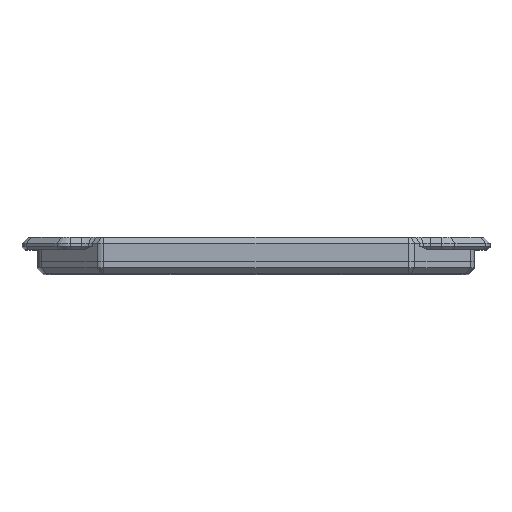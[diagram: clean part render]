
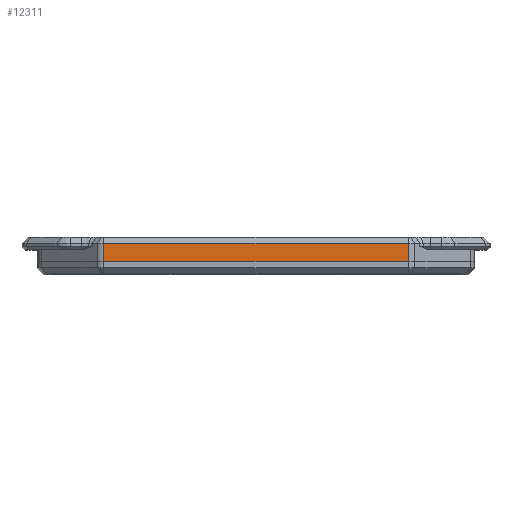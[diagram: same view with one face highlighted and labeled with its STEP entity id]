
A CAD part, top view. The second image highlights one B-rep face of the part: STEP entity #12311.
In plain terms, the highlighted planar face has unit normal (0, 0, 1).
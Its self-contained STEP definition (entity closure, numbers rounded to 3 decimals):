
#895=PLANE('',#13025);
#1338=FACE_OUTER_BOUND('',#2083,.T.);
#2083=EDGE_LOOP('',(#9346,#9347,#9348,#9349));
#2923=LINE('',#21355,#4024);
#2950=LINE('',#21491,#4051);
#2952=LINE('',#21495,#4053);
#2953=LINE('',#21496,#4054);
#4024=VECTOR('',#14375,10.);
#4051=VECTOR('',#14442,10.);
#4053=VECTOR('',#14446,10.);
#4054=VECTOR('',#14447,10.);
#5565=VERTEX_POINT('',#21350);
#5566=VERTEX_POINT('',#21354);
#5572=VERTEX_POINT('',#21488);
#5574=VERTEX_POINT('',#21494);
#6916=EDGE_CURVE('',#5565,#5566,#2923,.T.);
#6947=EDGE_CURVE('',#5572,#5565,#2950,.T.);
#6949=EDGE_CURVE('',#5574,#5572,#2952,.T.);
#6950=EDGE_CURVE('',#5566,#5574,#2953,.T.);
#9346=ORIENTED_EDGE('',*,*,#6949,.F.);
#9347=ORIENTED_EDGE('',*,*,#6950,.F.);
#9348=ORIENTED_EDGE('',*,*,#6916,.F.);
#9349=ORIENTED_EDGE('',*,*,#6947,.F.);
#12311=ADVANCED_FACE('',(#1338),#895,.T.);
#13025=AXIS2_PLACEMENT_3D('',#21493,#14444,#14445);
#14375=DIRECTION('',(1.,0.,0.));
#14442=DIRECTION('',(0.,1.,0.));
#14444=DIRECTION('center_axis',(0.,0.,1.));
#14445=DIRECTION('ref_axis',(1.,0.,0.));
#14446=DIRECTION('',(-1.,0.,0.));
#14447=DIRECTION('',(0.,-1.,0.));
#21350=CARTESIAN_POINT('',(137.749,-155.03,99.35));
#21354=CARTESIAN_POINT('',(157.685,-155.03,99.35));
#21355=CARTESIAN_POINT('',(154.832,-155.03,99.35));
#21488=CARTESIAN_POINT('',(137.749,-156.23,99.35));
#21491=CARTESIAN_POINT('',(137.749,-156.63,99.35));
#21493=CARTESIAN_POINT('Origin',(161.947,-156.63,99.35));
#21494=CARTESIAN_POINT('',(157.685,-156.23,99.35));
#21495=CARTESIAN_POINT('',(154.832,-156.23,99.35));
#21496=CARTESIAN_POINT('',(157.685,-156.63,99.35));
